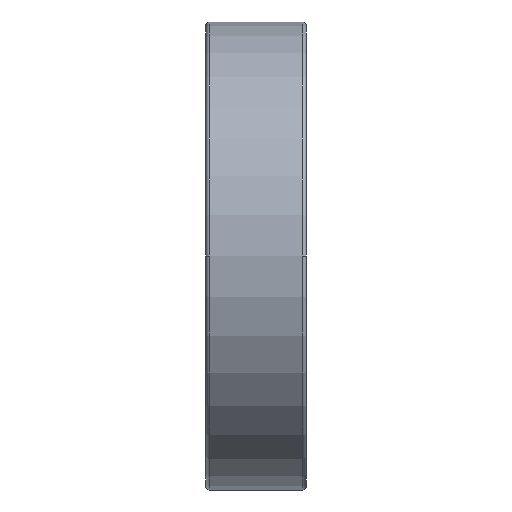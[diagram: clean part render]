
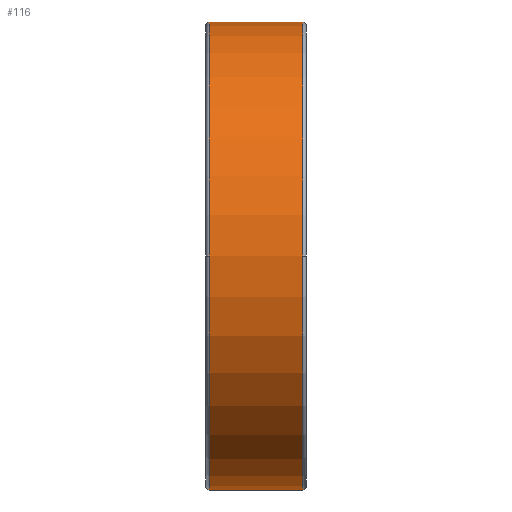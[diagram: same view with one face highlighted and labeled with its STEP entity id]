
A CAD part, front view. The second image highlights one B-rep face of the part: STEP entity #116.
In plain terms, the highlighted cylindrical face has radius 21 mm (diameter 42 mm), a partial arc.
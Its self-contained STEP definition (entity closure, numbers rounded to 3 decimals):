
#116=ADVANCED_FACE('',(#267),#268,.T.);
#267=FACE_OUTER_BOUND('',#470,.T.);
#268=CYLINDRICAL_SURFACE('',#471,21.0);
#470=EDGE_LOOP('',(#720,#721,#722,#723,#724,#725));
#471=AXIS2_PLACEMENT_3D('',#726,#727,#728);
#720=ORIENTED_EDGE('',*,*,#1107,.T.);
#721=ORIENTED_EDGE('',*,*,#1102,.F.);
#722=ORIENTED_EDGE('',*,*,#1142,.F.);
#723=ORIENTED_EDGE('',*,*,#1110,.T.);
#724=ORIENTED_EDGE('',*,*,#1140,.T.);
#725=ORIENTED_EDGE('',*,*,#1116,.T.);
#726=CARTESIAN_POINT('',(4.5,0.0,0.0));
#727=DIRECTION('',(1.0,-0.0,0.0));
#728=DIRECTION('',(0.0,0.,1.0));
#1102=EDGE_CURVE('',#1297,#1300,#1301,.T.);
#1107=EDGE_CURVE('',#1308,#1300,#1309,.T.);
#1110=EDGE_CURVE('',#1314,#1312,#1315,.T.);
#1116=EDGE_CURVE('',#1319,#1308,#1324,.T.);
#1140=EDGE_CURVE('',#1312,#1319,#1356,.T.);
#1142=EDGE_CURVE('',#1314,#1297,#1358,.T.);
#1297=VERTEX_POINT('',#1579);
#1300=VERTEX_POINT('',#1582);
#1301=CIRCLE('',#1583,21.0);
#1308=VERTEX_POINT('',#1590);
#1309=LINE('',#1591,#1592);
#1312=VERTEX_POINT('',#1595);
#1314=VERTEX_POINT('',#1597);
#1315=LINE('',#1598,#1599);
#1319=VERTEX_POINT('',#1603);
#1324=CIRCLE('',#1608,21.0);
#1356=CIRCLE('',#1644,21.0);
#1358=CIRCLE('',#1646,21.0);
#1579=CARTESIAN_POINT('',(0.3,-21.0,0.));
#1582=CARTESIAN_POINT('',(0.3,0.,21.0));
#1583=AXIS2_PLACEMENT_3D('',#2435,#2436,#2437);
#1590=CARTESIAN_POINT('',(8.7,0.,21.0));
#1591=CARTESIAN_POINT('',(4.5,0.,21.0));
#1592=VECTOR('',#2447,1.0);
#1595=CARTESIAN_POINT('',(8.7,0.,-21.0));
#1597=CARTESIAN_POINT('',(0.3,0.,-21.0));
#1598=CARTESIAN_POINT('',(4.5,0.,-21.0));
#1599=VECTOR('',#2454,1.0);
#1603=CARTESIAN_POINT('',(8.7,-21.0,0.));
#1608=AXIS2_PLACEMENT_3D('',#2467,#2468,#2469);
#1644=AXIS2_PLACEMENT_3D('',#2507,#2508,#2509);
#1646=AXIS2_PLACEMENT_3D('',#2510,#2511,#2512);
#2435=CARTESIAN_POINT('',(0.3,0.0,0.0));
#2436=DIRECTION('',(-1.0,0.0,0.0));
#2437=DIRECTION('',(0.0,0.,1.0));
#2447=DIRECTION('',(-1.0,0.0,0.0));
#2454=DIRECTION('',(1.0,-0.0,-0.0));
#2467=CARTESIAN_POINT('',(8.7,0.0,0.0));
#2468=DIRECTION('',(-1.0,0.0,0.0));
#2469=DIRECTION('',(0.0,0.,1.0));
#2507=CARTESIAN_POINT('',(8.7,0.0,0.0));
#2508=DIRECTION('',(-1.0,0.0,0.0));
#2509=DIRECTION('',(0.0,0.,1.0));
#2510=CARTESIAN_POINT('',(0.3,0.0,0.0));
#2511=DIRECTION('',(-1.0,0.0,0.0));
#2512=DIRECTION('',(0.0,0.,1.0));
